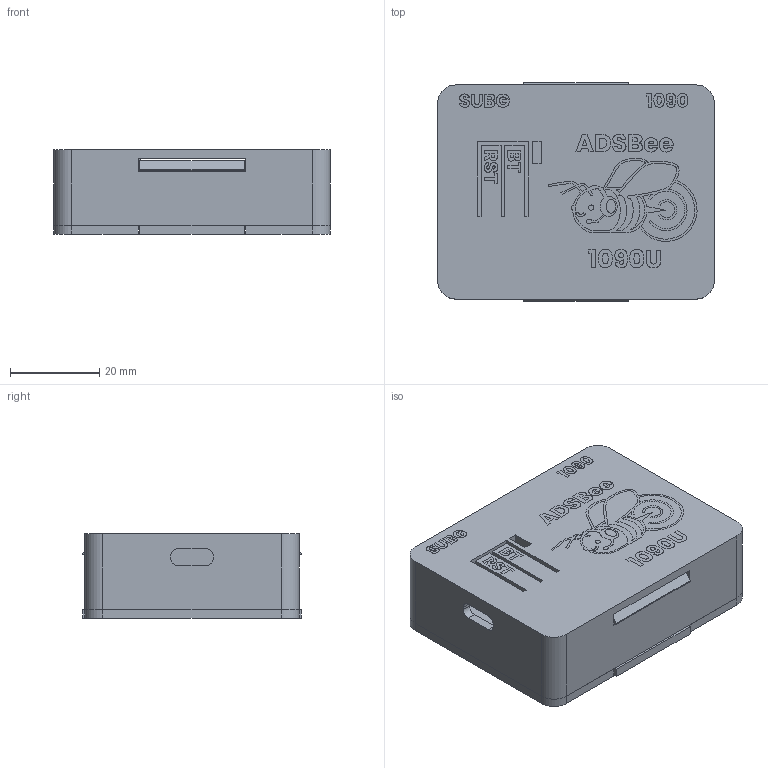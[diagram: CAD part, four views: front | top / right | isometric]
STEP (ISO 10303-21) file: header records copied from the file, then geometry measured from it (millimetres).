
FILE_DESCRIPTION(/* description */ ('STEP AP242','CAx-IF Rec.Pracs.---Representation and Presentation of Product Manufacturing Information (PMI)---4.0---2014-10-13','CAx-IF Rec.Pracs.---3D Tessellated Geometry---0.4---2014-09-14','2;1'),/* implementation_level */ '2;1');
FILE_NAME(/* name */ '68cd030b7f1275142d0b528c',/* time_stamp */ '2025-09-19T07:15:26Z',/* author */ (''),/* organization */ (''),/* preprocessor_version */ 'ST-DEVELOPER v20',/* originating_system */ 'ONSHAPE BY PTC INC, 1.203',/* authorisation */ ' ');
FILE_SCHEMA (('AP242_MANAGED_MODEL_BASED_3D_ENGINEERING_MIM_LF { 1 0 10303 442 1 1 4 }'));
Products named in the file (32): Enclosed Assy - Slim; Bee Logo; Bee Text; Back Cover; Button Text; Connector Labels; Enclosure Front Cover; Latch
Assembly tree (31 placements, depth 2):
  Enclosed Assy - Slim
    Bee Logo
    Bee Text
    Bee Text
    Bee Logo
    Back Cover
    Button Text
    Connector Labels
    Bee Text
    Button Text
    Bee Logo
    Connector Labels
    Connector Labels
    Bee Text
    Bee Text
    Connector Labels
    Enclosure Front Cover
    Bee Text
    Bee Text
    Connector Labels
    Bee Text
    Button Text
    Latch
    Bee Text
    Bee Text
    Bee Text
    Connector Labels
    Bee Logo
    Button Text
    Button Text
    Connector Labels
    Connector Labels
Bounding box: 62 x 49.08 x 19 mm (x, y, z)
Volume: 18935.1 mm3; surface area: 25718.3 mm2
Topology: 31 solids, 31 shells, 1506 faces, 4142 edges, 2758 vertices
Faces by surface type: bspline 604, plane 553, cylinder 345, torus 4
Full cylindrical faces by diameter (mm): 1.17 x2, 6 x3
Entity records: 57106 total; most frequent: CARTESIAN_POINT 21396, ORIENTED_EDGE 8258, DIRECTION 5473, EDGE_CURVE 4129, VERTEX_POINT 2755, LINE 2221, VECTOR 2221, EDGE_LOOP 1642
